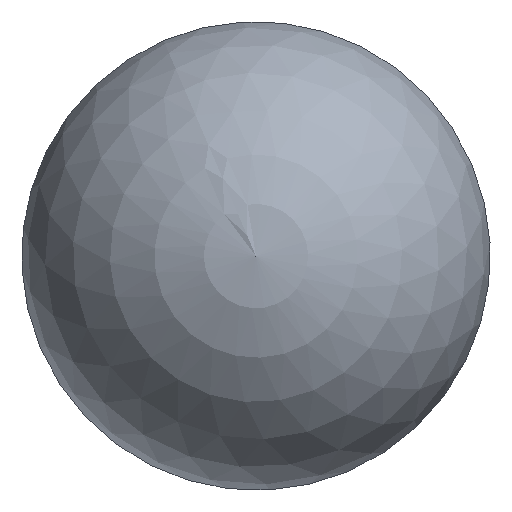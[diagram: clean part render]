
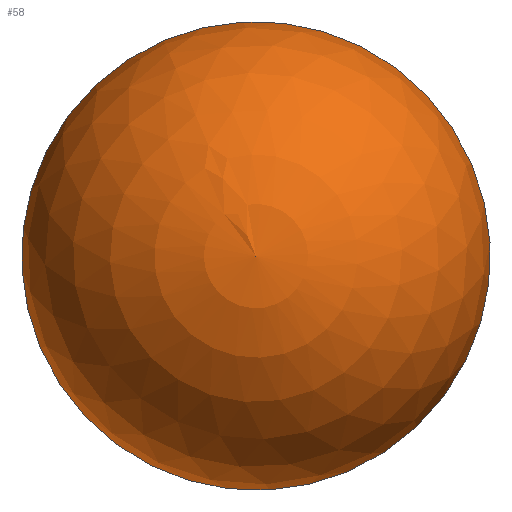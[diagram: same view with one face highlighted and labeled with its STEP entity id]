
A CAD part, left-side view. The second image highlights one B-rep face of the part: STEP entity #58.
In plain terms, the highlighted spherical face has radius 10 mm.
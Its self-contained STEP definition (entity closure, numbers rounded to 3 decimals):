
#27 = EDGE_CURVE ( 'NONE', #259, #130, #155, .T. ) ;
#39 = DIRECTION ( 'NONE',  ( 0., 0.394, 0.919 ) ) ;
#58 = ADVANCED_FACE ( 'NONE', ( #297 ), #223, .T. ) ;
#59 = CARTESIAN_POINT ( 'NONE',  ( -345.997, 9.19, -3.943 ) ) ;
#65 = AXIS2_PLACEMENT_3D ( 'NONE', #367, #306, #247 ) ;
#78 = CARTESIAN_POINT ( 'NONE',  ( -346., 0., 0. ) ) ;
#91 = DIRECTION ( 'NONE',  ( -1., 0., 0. ) ) ;
#130 = VERTEX_POINT ( 'NONE', #243 ) ;
#155 = CIRCLE ( 'NONE', #65, 10. ) ;
#159 = ORIENTED_EDGE ( 'NONE', *, *, #366, .T. ) ;
#203 = DIRECTION ( 'NONE',  ( -1., 0., 0. ) ) ;
#223 = SPHERICAL_SURFACE ( 'NONE', #283, 10. ) ;
#243 = CARTESIAN_POINT ( 'NONE',  ( -346.003, -9.19, 3.943 ) ) ;
#247 = DIRECTION ( 'NONE',  ( 0., 0., -1. ) ) ;
#259 = VERTEX_POINT ( 'NONE', #59 ) ;
#263 = CARTESIAN_POINT ( 'NONE',  ( -346., 0., 0. ) ) ;
#283 = AXIS2_PLACEMENT_3D ( 'NONE', #78, #203, #39 ) ;
#284 = ORIENTED_EDGE ( 'NONE', *, *, #27, .F. ) ;
#292 = DIRECTION ( 'NONE',  ( 0., 0., 1. ) ) ;
#297 = FACE_OUTER_BOUND ( 'NONE', #318, .T. ) ;
#306 = DIRECTION ( 'NONE',  ( 1., 0., 0. ) ) ;
#318 = EDGE_LOOP ( 'NONE', ( #284, #159 ) ) ;
#354 = AXIS2_PLACEMENT_3D ( 'NONE', #263, #91, #292 ) ;
#366 = EDGE_CURVE ( 'NONE', #259, #130, #368, .T. ) ;
#367 = CARTESIAN_POINT ( 'NONE',  ( -346., 0., 0. ) ) ;
#368 = CIRCLE ( 'NONE', #354, 10. ) ;
